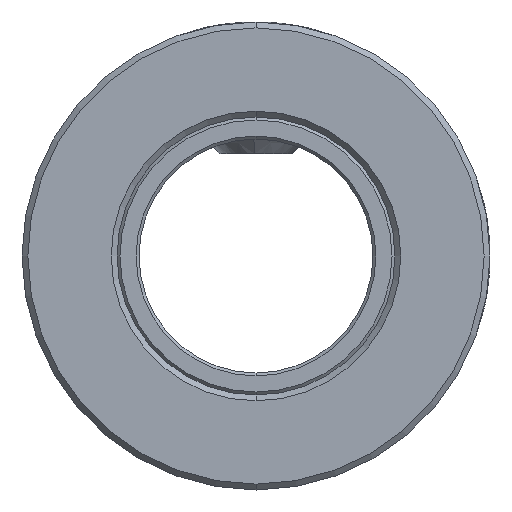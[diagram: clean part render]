
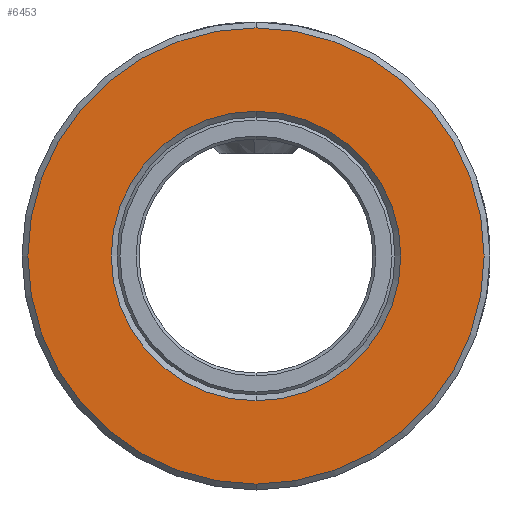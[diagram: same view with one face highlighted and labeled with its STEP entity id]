
A CAD part, front view. The second image highlights one B-rep face of the part: STEP entity #6453.
In plain terms, the highlighted planar face has unit normal (0, -1, 0).
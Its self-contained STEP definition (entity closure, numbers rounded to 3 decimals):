
#432 = ORIENTED_EDGE ( 'NONE', *, *, #6616, .T. ) ;
#669 = EDGE_LOOP ( 'NONE', ( #432, #8459 ) ) ;
#762 = DIRECTION ( 'NONE',  ( 0., 1., 0. ) ) ;
#815 = EDGE_LOOP ( 'NONE', ( #4694, #2723 ) ) ;
#1112 = CIRCLE ( 'NONE', #3998, 7.8 ) ;
#1342 = AXIS2_PLACEMENT_3D ( 'NONE', #1803, #4446, #1717 ) ;
#1717 = DIRECTION ( 'NONE',  ( 0., 0., 1. ) ) ;
#1803 = CARTESIAN_POINT ( 'NONE',  ( 0., -3.5, 0. ) ) ;
#2040 = AXIS2_PLACEMENT_3D ( 'NONE', #5448, #6723, #2718 ) ;
#2071 = FACE_OUTER_BOUND ( 'NONE', #669, .T. ) ;
#2348 = VERTEX_POINT ( 'NONE', #6409 ) ;
#2459 = VERTEX_POINT ( 'NONE', #3208 ) ;
#2718 = DIRECTION ( 'NONE',  ( 0., 0., 1. ) ) ;
#2723 = ORIENTED_EDGE ( 'NONE', *, *, #5977, .T. ) ;
#2736 = CARTESIAN_POINT ( 'NONE',  ( 0., -3.5, 4.95 ) ) ;
#3204 = DIRECTION ( 'NONE',  ( 0., 0., 1. ) ) ;
#3208 = CARTESIAN_POINT ( 'NONE',  ( 0., -3.5, 7.8 ) ) ;
#3294 = DIRECTION ( 'NONE',  ( 0., 1., 0. ) ) ;
#3377 = CARTESIAN_POINT ( 'NONE',  ( 0., -3.5, 0. ) ) ;
#3486 = CARTESIAN_POINT ( 'NONE',  ( 0., -3.5, 0. ) ) ;
#3686 = CIRCLE ( 'NONE', #2040, 7.8 ) ;
#3830 = EDGE_CURVE ( 'NONE', #4458, #8563, #7540, .T. ) ;
#3969 = PLANE ( 'NONE',  #6249 ) ;
#3998 = AXIS2_PLACEMENT_3D ( 'NONE', #3377, #4714, #6011 ) ;
#4383 = CIRCLE ( 'NONE', #1342, 4.95 ) ;
#4435 = AXIS2_PLACEMENT_3D ( 'NONE', #3486, #762, #6835 ) ;
#4446 = DIRECTION ( 'NONE',  ( 0., 1., 0. ) ) ;
#4458 = VERTEX_POINT ( 'NONE', #5101 ) ;
#4694 = ORIENTED_EDGE ( 'NONE', *, *, #3830, .T. ) ;
#4714 = DIRECTION ( 'NONE',  ( 0., -1., 0. ) ) ;
#5101 = CARTESIAN_POINT ( 'NONE',  ( 0., -3.5, -4.95 ) ) ;
#5448 = CARTESIAN_POINT ( 'NONE',  ( 0., -3.5, 0. ) ) ;
#5662 = FACE_BOUND ( 'NONE', #815, .T. ) ;
#5977 = EDGE_CURVE ( 'NONE', #8563, #4458, #4383, .T. ) ;
#6011 = DIRECTION ( 'NONE',  ( 0., 0., 1. ) ) ;
#6249 = AXIS2_PLACEMENT_3D ( 'NONE', #7277, #3294, #3204 ) ;
#6409 = CARTESIAN_POINT ( 'NONE',  ( 0., -3.5, -7.8 ) ) ;
#6453 = ADVANCED_FACE ( 'NONE', ( #5662, #2071 ), #3969, .F. ) ;
#6616 = EDGE_CURVE ( 'NONE', #2459, #2348, #1112, .T. ) ;
#6723 = DIRECTION ( 'NONE',  ( 0., -1., 0. ) ) ;
#6835 = DIRECTION ( 'NONE',  ( 0., 0., 1. ) ) ;
#7277 = CARTESIAN_POINT ( 'NONE',  ( 0., -3.5, 0. ) ) ;
#7540 = CIRCLE ( 'NONE', #4435, 4.95 ) ;
#7671 = EDGE_CURVE ( 'NONE', #2348, #2459, #3686, .T. ) ;
#8459 = ORIENTED_EDGE ( 'NONE', *, *, #7671, .T. ) ;
#8563 = VERTEX_POINT ( 'NONE', #2736 ) ;
